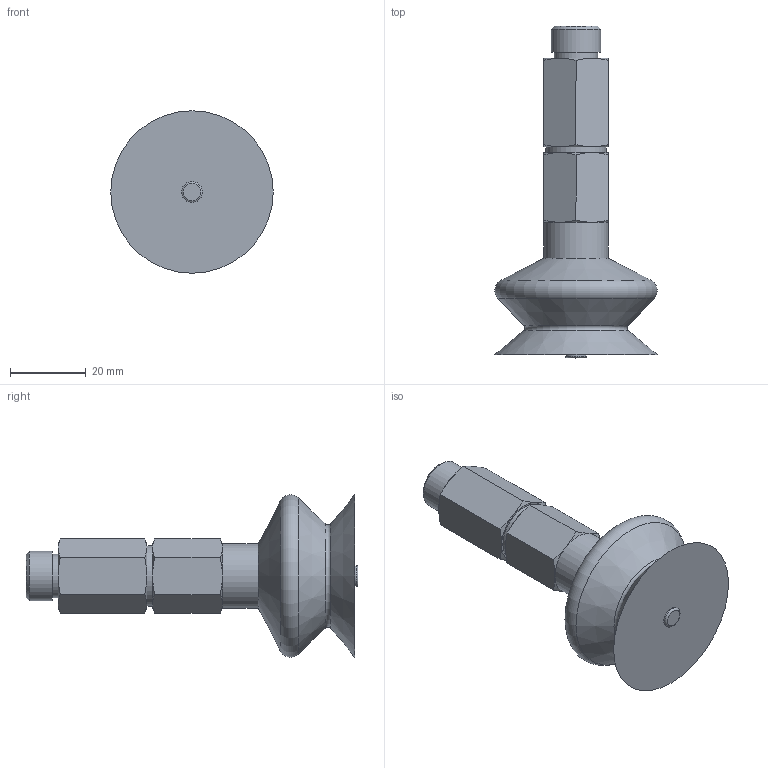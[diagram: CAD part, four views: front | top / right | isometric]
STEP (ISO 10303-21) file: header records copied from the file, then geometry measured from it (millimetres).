
FILE_DESCRIPTION(/* description */ (''),/* implementation_level */ '2;1');
FILE_NAME(/* name */ 'vf43nit_racval1a.stp',/* time_stamp */ '2020-09-23T08:52:12+02:00',/* author */ ('enginyeria'),/* organization */ (''),/* preprocessor_version */ 'ST-DEVELOPER v17.2',/* originating_system */ 'Autodesk Inventor 2019',/* authorisation */ '');
FILE_SCHEMA (('CONFIG_CONTROL_DESIGN'));
Length unit declared in the file: millimetre
Products named in the file (1): vf43nit_racval1a
Bounding box: 43 x 87.9 x 43 mm (x, y, z)
Volume: 38322.7 mm3; surface area: 9590.8 mm2
Topology: 1 solids, 1 shells, 58 faces, 140 edges, 90 vertices
Faces by surface type: cone 30, plane 20, cylinder 5, torus 3
Full cylindrical faces by diameter (mm): 6 x1, 11.445 x1, 13.157 x1, 16 x1, 17 x1
Entity records: 1731 total; most frequent: CARTESIAN_POINT 385, ORIENTED_EDGE 280, DIRECTION 279, EDGE_CURVE 140, AXIS2_PLACEMENT_3D 128, VERTEX_POINT 90, CIRCLE 69, EDGE_LOOP 64
